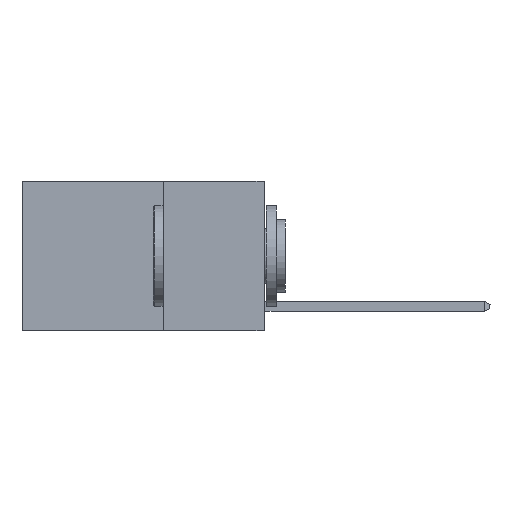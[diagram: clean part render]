
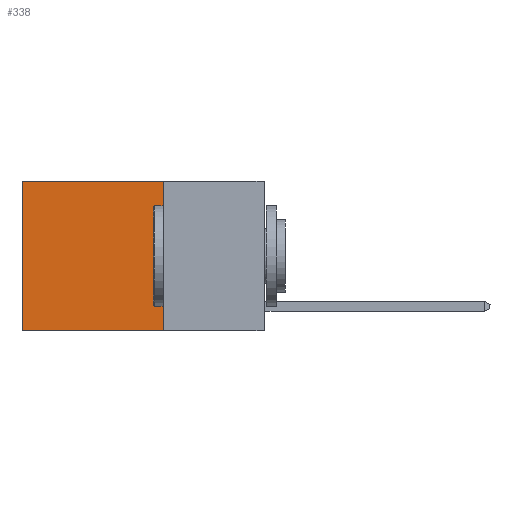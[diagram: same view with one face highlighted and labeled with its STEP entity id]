
A CAD part, left-side view. The second image highlights one B-rep face of the part: STEP entity #338.
In plain terms, the highlighted planar face has unit normal (-1, 0, 0).
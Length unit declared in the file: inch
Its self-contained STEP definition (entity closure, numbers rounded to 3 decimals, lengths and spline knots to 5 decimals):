
#265 = DIRECTION ( 'NONE',  ( 0., 0., -1. ) ) ;
#338 = ADVANCED_FACE ( 'NONE', ( #2059 ), #1031, .F. ) ;
#386 = VECTOR ( 'NONE', #8127, 39.37008 ) ;
#636 = VECTOR ( 'NONE', #2382, 39.37008 ) ;
#1031 = PLANE ( 'NONE',  #6385 ) ;
#1325 = CARTESIAN_POINT ( 'NONE',  ( 0.2625, 0.25, 0. ) ) ;
#1384 = LINE ( 'NONE', #2421, #3582 ) ;
#1393 = VERTEX_POINT ( 'NONE', #8777 ) ;
#1614 = VECTOR ( 'NONE', #3370, 39.37008 ) ;
#2005 = EDGE_CURVE ( 'NONE', #6596, #2139, #1384, .T. ) ;
#2059 = FACE_OUTER_BOUND ( 'NONE', #9412, .T. ) ;
#2139 = VERTEX_POINT ( 'NONE', #3362 ) ;
#2382 = DIRECTION ( 'NONE',  ( 0., 1., 0. ) ) ;
#2421 = CARTESIAN_POINT ( 'NONE',  ( 0.2625, 0.25, -0.37 ) ) ;
#2626 = CARTESIAN_POINT ( 'NONE',  ( 0.2625, 0.25, -0.37 ) ) ;
#2917 = EDGE_CURVE ( 'NONE', #8384, #6596, #6530, .T. ) ;
#3031 = DIRECTION ( 'NONE',  ( 1., 0., 0. ) ) ;
#3362 = CARTESIAN_POINT ( 'NONE',  ( 0.2625, 0.6, -0.37 ) ) ;
#3370 = DIRECTION ( 'NONE',  ( 0., 0., -1. ) ) ;
#3423 = EDGE_CURVE ( 'NONE', #1393, #2139, #8060, .T. ) ;
#3582 = VECTOR ( 'NONE', #8617, 39.37008 ) ;
#3593 = CARTESIAN_POINT ( 'NONE',  ( 0.2625, 0.25, 0. ) ) ;
#5508 = EDGE_CURVE ( 'NONE', #8384, #1393, #8794, .T. ) ;
#5686 = CARTESIAN_POINT ( 'NONE',  ( 0.2625, 0.6, 0. ) ) ;
#6385 = AXIS2_PLACEMENT_3D ( 'NONE', #1325, #3031, #265 ) ;
#6531 = ORIENTED_EDGE ( 'NONE', *, *, #3423, .T. ) ;
#6530 = LINE ( 'NONE', #3593, #386 ) ;
#6566 = ORIENTED_EDGE ( 'NONE', *, *, #2005, .F. ) ;
#6580 = ORIENTED_EDGE ( 'NONE', *, *, #2917, .F. ) ;
#6593 = ORIENTED_EDGE ( 'NONE', *, *, #5508, .T. ) ;
#6596 = VERTEX_POINT ( 'NONE', #2626 ) ;
#8060 = LINE ( 'NONE', #5686, #1614 ) ;
#8127 = DIRECTION ( 'NONE',  ( 0., 0., -1. ) ) ;
#8384 = VERTEX_POINT ( 'NONE', #8691 ) ;
#8617 = DIRECTION ( 'NONE',  ( 0., 1., 0. ) ) ;
#8691 = CARTESIAN_POINT ( 'NONE',  ( 0.2625, 0.25, 0. ) ) ;
#8777 = CARTESIAN_POINT ( 'NONE',  ( 0.2625, 0.6, 0. ) ) ;
#8794 = LINE ( 'NONE', #10071, #636 ) ;
#9412 = EDGE_LOOP ( 'NONE', ( #6531, #6566, #6580, #6593 ) ) ;
#10071 = CARTESIAN_POINT ( 'NONE',  ( 0.2625, 0.25, 0. ) ) ;
